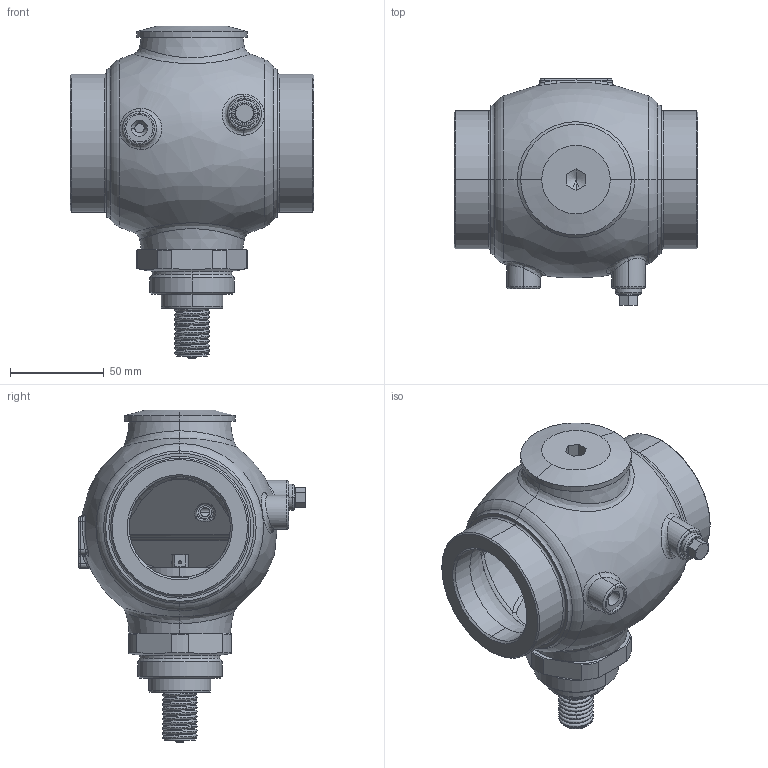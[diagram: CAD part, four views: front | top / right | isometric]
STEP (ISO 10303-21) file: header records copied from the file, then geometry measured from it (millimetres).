
FILE_DESCRIPTION((''),'2;1');
FILE_NAME('065B0779','2012-03-28T',('U258099'),('Danfoss'),'PRO/ENGINEER BY PARAMETRIC TECHNOLOGY CORPORATION, 2010370','PRO/ENGINEER BY PARAMETRIC TECHNOLOGY CORPORATION, 2010370','');
FILE_SCHEMA(('CONFIG_CONTROL_DESIGN'));
Length unit declared in the file: millimetre
Products named in the file (1): 065B0779
Bounding box: 130 x 121 x 177 mm (x, y, z)
Volume: 516620.4 mm3; surface area: 114329.4 mm2
Topology: 1 solids, 1 shells, 557 faces, 1255 edges, 737 vertices
Faces by surface type: cylinder 168, plane 121, bspline 106, torus 90, cone 70, sphere 2
Entity records: 26149 total; most frequent: CARTESIAN_POINT 14146, DIRECTION 2535, ORIENTED_EDGE 2502, EDGE_CURVE 1251, AXIS2_PLACEMENT_3D 1102, VERTEX_POINT 737, CIRCLE 651, EDGE_LOOP 616
